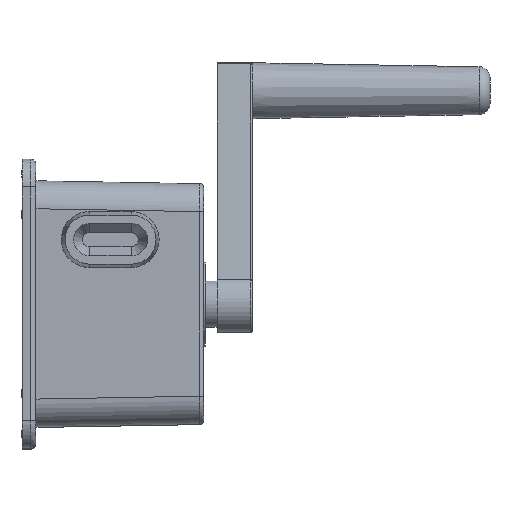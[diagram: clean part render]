
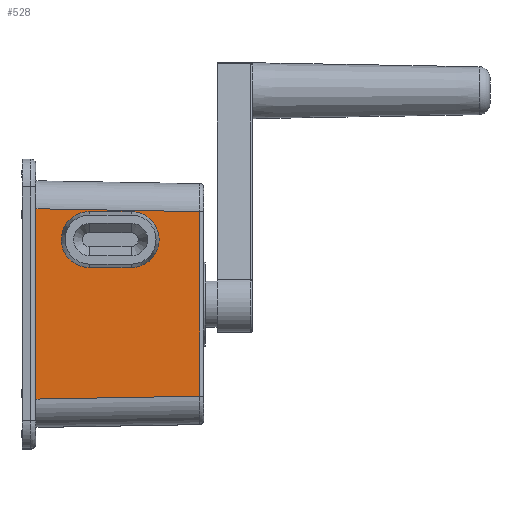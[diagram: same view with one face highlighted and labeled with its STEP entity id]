
A CAD part, top view. The second image highlights one B-rep face of the part: STEP entity #528.
In plain terms, the highlighted face is planar.
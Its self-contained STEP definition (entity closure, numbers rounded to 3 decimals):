
#528=ADVANCED_FACE('',(#1190,#1191),#1192,.T.);
#1190=FACE_OUTER_BOUND('',#4186,.T.);
#1191=FACE_BOUND('',#4187,.T.);
#1192=PLANE('',#4188);
#4186=EDGE_LOOP('',(#7622,#7623,#7624,#7625));
#4187=EDGE_LOOP('',(#7626,#7627,#7628,#7629));
#4188=AXIS2_PLACEMENT_3D('',#7630,#7631,#7632);
#7622=ORIENTED_EDGE('',*,*,#9403,.T.);
#7623=ORIENTED_EDGE('',*,*,#9127,.T.);
#7624=ORIENTED_EDGE('',*,*,#9404,.T.);
#7625=ORIENTED_EDGE('',*,*,#9405,.T.);
#7626=ORIENTED_EDGE('',*,*,#9406,.T.);
#7627=ORIENTED_EDGE('',*,*,#9407,.F.);
#7628=ORIENTED_EDGE('',*,*,#9287,.T.);
#7629=ORIENTED_EDGE('',*,*,#9408,.F.);
#7630=CARTESIAN_POINT('',(-44.,51.,0.));
#7631=DIRECTION('',(0.,1.,0.017));
#7632=DIRECTION('',(1.,0.,0.));
#9127=EDGE_CURVE('',#9978,#10111,#10113,.T.);
#9287=EDGE_CURVE('',#10371,#10372,#10373,.T.);
#9403=EDGE_CURVE('',#10446,#9978,#10538,.T.);
#9404=EDGE_CURVE('',#10111,#10539,#10540,.T.);
#9405=EDGE_CURVE('',#10539,#10446,#10541,.T.);
#9406=EDGE_CURVE('',#10542,#10543,#10544,.T.);
#9407=EDGE_CURVE('',#10371,#10543,#10545,.T.);
#9408=EDGE_CURVE('',#10542,#10372,#10546,.T.);
#9978=VERTEX_POINT('',#11451);
#10111=VERTEX_POINT('',#11799);
#10113=LINE('',#11801,#11802);
#10371=VERTEX_POINT('',#12451);
#10372=VERTEX_POINT('',#12452);
#10373=CIRCLE('',#12453,10.);
#10446=VERTEX_POINT('',#12686);
#10538=LINE('',#12965,#12966);
#10539=VERTEX_POINT('',#12967);
#10540=LINE('',#12968,#12969);
#10541=LINE('',#12970,#12971);
#10542=VERTEX_POINT('',#12972);
#10543=VERTEX_POINT('',#12973);
#10544=CIRCLE('',#12974,10.);
#10545=LINE('',#12975,#12976);
#10546=LINE('',#12977,#12978);
#11451=CARTESIAN_POINT('',(32.98,49.978,58.526));
#11799=CARTESIAN_POINT('',(34.002,51.,0.));
#11801=CARTESIAN_POINT('',(33.998,50.997,0.175));
#11802=VECTOR('',#14315,1.);
#12451=CARTESIAN_POINT('',(12.98,50.668,19.032));
#12452=CARTESIAN_POINT('',(32.98,50.668,19.032));
#12453=AXIS2_PLACEMENT_3D('',#14479,#14480,#14481);
#12686=CARTESIAN_POINT('',(-32.98,49.978,58.526));
#12965=CARTESIAN_POINT('',(0.,49.978,58.526));
#12966=VECTOR('',#14570,1.);
#12967=CARTESIAN_POINT('',(-34.002,51.,0.));
#12968=CARTESIAN_POINT('',(0.,51.,0.));
#12969=VECTOR('',#14571,1.);
#12970=CARTESIAN_POINT('',(-33.998,50.997,0.175));
#12971=VECTOR('',#14572,1.);
#12972=CARTESIAN_POINT('',(32.98,50.406,34.03));
#12973=CARTESIAN_POINT('',(12.98,50.406,34.03));
#12974=AXIS2_PLACEMENT_3D('',#14573,#14574,#14575);
#12975=CARTESIAN_POINT('',(12.98,51.,0.));
#12976=VECTOR('',#14576,1.);
#12977=CARTESIAN_POINT('',(32.98,51.,0.));
#12978=VECTOR('',#14577,1.);
#14315=DIRECTION('',(0.017,0.017,-1.));
#14479=CARTESIAN_POINT('',(22.98,50.668,19.032));
#14480=DIRECTION('',(0.,-1.,-0.017));
#14481=DIRECTION('',(-1.,0.,0.));
#14570=DIRECTION('',(1.,0.,0.));
#14571=DIRECTION('',(-1.,0.,0.));
#14572=DIRECTION('',(0.017,-0.017,1.));
#14573=CARTESIAN_POINT('',(22.98,50.406,34.03));
#14574=DIRECTION('',(0.,-1.,-0.017));
#14575=DIRECTION('',(-1.,0.,0.));
#14576=DIRECTION('',(0.,-0.017,1.));
#14577=DIRECTION('',(0.,0.017,-1.));
